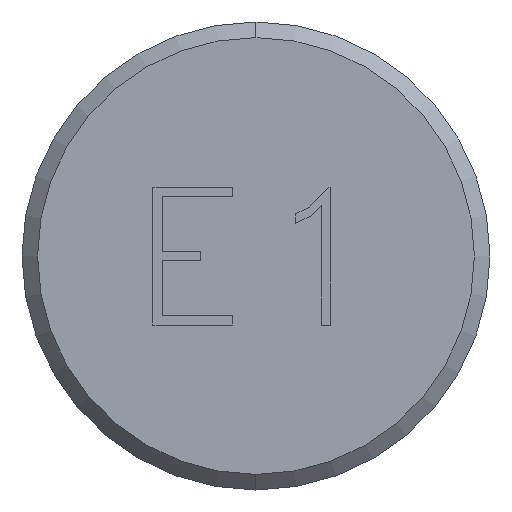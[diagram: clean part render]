
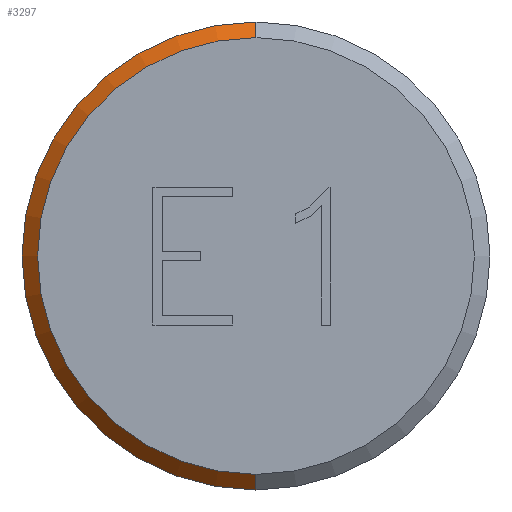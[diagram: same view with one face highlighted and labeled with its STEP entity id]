
A CAD part, left-side view. The second image highlights one B-rep face of the part: STEP entity #3297.
In plain terms, the highlighted conical face has half-angle 45 degrees and reference radius 9.75 mm.
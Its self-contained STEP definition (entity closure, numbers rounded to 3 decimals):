
#88 = CIRCLE ( 'NONE', #2499, 9.1 ) ;
#163 = DIRECTION ( 'NONE',  ( 0.707, 0., -0.707 ) ) ;
#214 = LINE ( 'NONE', #2444, #1166 ) ;
#321 = DIRECTION ( 'NONE',  ( 0., 0., -1. ) ) ;
#417 = LINE ( 'NONE', #2968, #2970 ) ;
#449 = VERTEX_POINT ( 'NONE', #856 ) ;
#647 = ORIENTED_EDGE ( 'NONE', *, *, #2902, .F. ) ;
#758 = DIRECTION ( 'NONE',  ( 0., 0., -1. ) ) ;
#856 = CARTESIAN_POINT ( 'NONE',  ( 0., 0., 9.1 ) ) ;
#985 = VERTEX_POINT ( 'NONE', #2578 ) ;
#1000 = DIRECTION ( 'NONE',  ( 1., 0., 0. ) ) ;
#1021 = CARTESIAN_POINT ( 'NONE',  ( 0.65, 0., 0. ) ) ;
#1126 = CARTESIAN_POINT ( 'NONE',  ( 0., 0., 0. ) ) ;
#1166 = VECTOR ( 'NONE', #2156, 1000. ) ;
#1230 = VERTEX_POINT ( 'NONE', #2163 ) ;
#1354 = AXIS2_PLACEMENT_3D ( 'NONE', #2914, #1000, #2980 ) ;
#1525 = EDGE_CURVE ( 'NONE', #449, #3190, #214, .T. ) ;
#1662 = EDGE_CURVE ( 'NONE', #1230, #449, #88, .T. ) ;
#1698 = ORIENTED_EDGE ( 'NONE', *, *, #1525, .T. ) ;
#1748 = EDGE_LOOP ( 'NONE', ( #1926, #1698, #3025, #647 ) ) ;
#1926 = ORIENTED_EDGE ( 'NONE', *, *, #1662, .T. ) ;
#1935 = CONICAL_SURFACE ( 'NONE', #1354, 9.75, 0.785 ) ;
#2126 = FACE_OUTER_BOUND ( 'NONE', #1748, .T. ) ;
#2156 = DIRECTION ( 'NONE',  ( 0.707, 0., 0.707 ) ) ;
#2163 = CARTESIAN_POINT ( 'NONE',  ( 0., 0., -9.1 ) ) ;
#2272 = CIRCLE ( 'NONE', #2321, 9.75 ) ;
#2321 = AXIS2_PLACEMENT_3D ( 'NONE', #1021, #3315, #758 ) ;
#2333 = EDGE_CURVE ( 'NONE', #985, #3190, #2272, .T. ) ;
#2390 = DIRECTION ( 'NONE',  ( 1., 0., 0. ) ) ;
#2444 = CARTESIAN_POINT ( 'NONE',  ( 0.65, 0., 9.75 ) ) ;
#2499 = AXIS2_PLACEMENT_3D ( 'NONE', #1126, #2390, #321 ) ;
#2578 = CARTESIAN_POINT ( 'NONE',  ( 0.65, 0., -9.75 ) ) ;
#2902 = EDGE_CURVE ( 'NONE', #1230, #985, #417, .T. ) ;
#2914 = CARTESIAN_POINT ( 'NONE',  ( 0.65, 0., 0. ) ) ;
#2968 = CARTESIAN_POINT ( 'NONE',  ( 0.65, 0., -9.75 ) ) ;
#2970 = VECTOR ( 'NONE', #163, 1000. ) ;
#2980 = DIRECTION ( 'NONE',  ( 0., 0., -1. ) ) ;
#2992 = CARTESIAN_POINT ( 'NONE',  ( 0.65, 0., 9.75 ) ) ;
#3025 = ORIENTED_EDGE ( 'NONE', *, *, #2333, .F. ) ;
#3190 = VERTEX_POINT ( 'NONE', #2992 ) ;
#3297 = ADVANCED_FACE ( 'NONE', ( #2126 ), #1935, .T. ) ;
#3315 = DIRECTION ( 'NONE',  ( 1., 0., 0. ) ) ;
